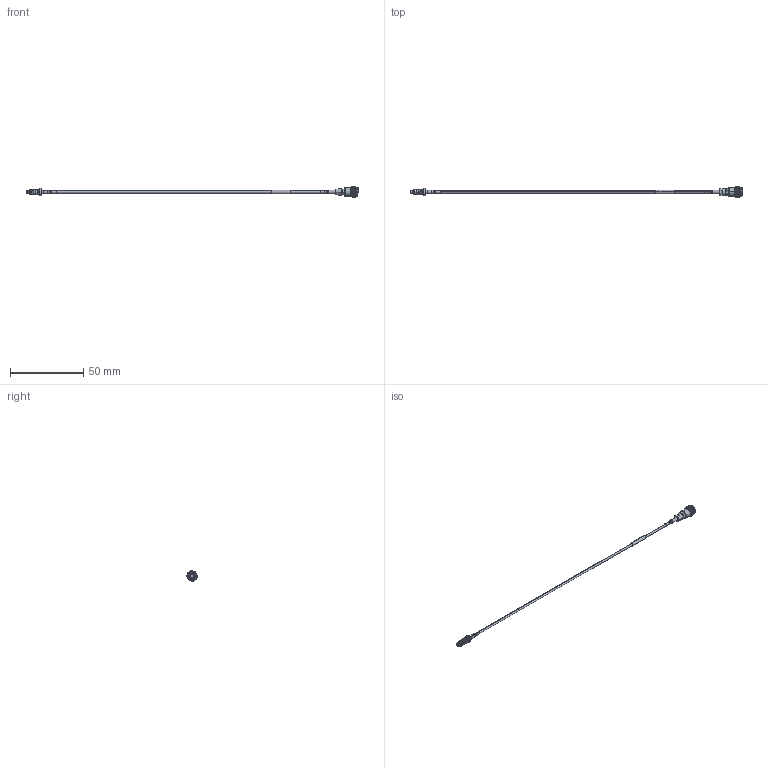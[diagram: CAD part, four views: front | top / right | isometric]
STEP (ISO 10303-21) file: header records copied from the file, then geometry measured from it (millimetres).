
FILE_DESCRIPTION (( 'STEP AP214' ), '1' );
FILE_NAME ('FMCA9733_3D.step', '2024-02-21T16:14:29', ( '' ), ( '' ), 'SwSTEP 2.0', 'SolidWorks 2022', '' );
FILE_SCHEMA (( 'AUTOMOTIVE_DESIGN' ));
Length unit declared in the file: inch
Products named in the file (6): 1AW01-003_.085 ID; FMCA9733_3D; CA-PE-P047_2_Heatshrink_LONG; PE45535; PE44800; PE-P047HF
Assembly tree (6 placements, depth 2):
  FMCA9733_3D
    PE-P047HF
    1AW01-003_.085 ID
    PE44800
    PE45535
    CA-PE-P047_2_Heatshrink_LONG  x2
Bounding box: 226.82 x 7 x 7 mm (x, y, z)
Volume: 807.1 mm3; surface area: 2075.6 mm2
Topology: 6 solids, 6 shells, 241 faces, 582 edges, 369 vertices
Faces by surface type: cylinder 97, plane 72, cone 48, torus 18, bspline 6
Entity records: 9758 total; most frequent: CARTESIAN_POINT 4279, DIRECTION 1105, ORIENTED_EDGE 1076, EDGE_CURVE 538, AXIS2_PLACEMENT_3D 448, VERTEX_POINT 345, EDGE_LOOP 239, CIRCLE 226
